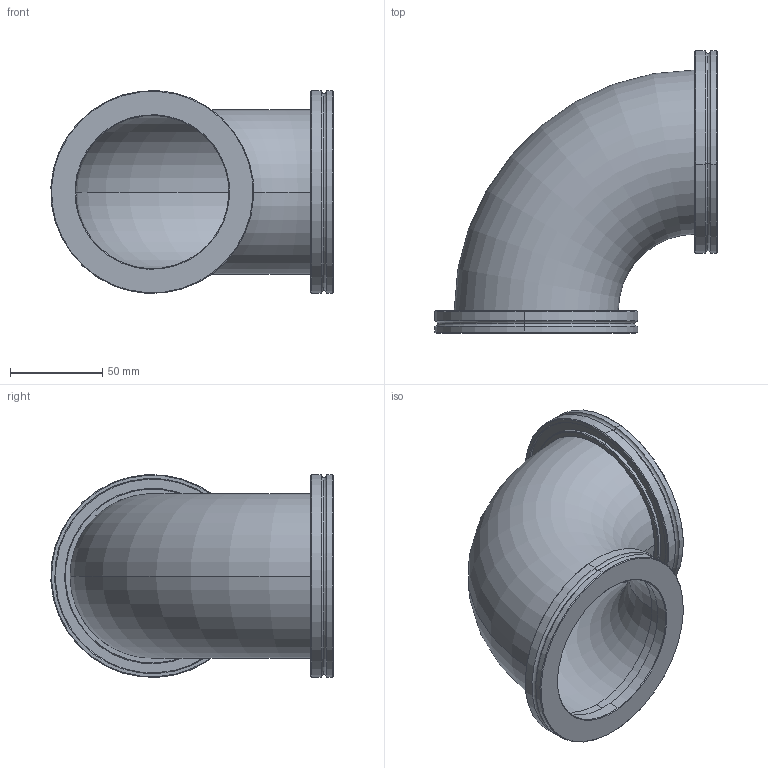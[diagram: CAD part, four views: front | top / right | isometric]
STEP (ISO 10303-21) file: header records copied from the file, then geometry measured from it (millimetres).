
FILE_DESCRIPTION (( 'STEP AP214' ), '1' );
FILE_NAME ('Hositrad_ISO80-E.STEP', '2017-06-02T09:28:14', ( 'Gebruiker' ), ( '' ), 'SwSTEP 2.0', 'SolidWorks 2017', '' );
FILE_SCHEMA (( 'AUTOMOTIVE_DESIGN' ));
Length unit declared in the file: millimetre
Products named in the file (3): ISO-K_90-Elbow_63 to 100_ISO80-E; Hositrad_ISO80-E; ISO-K-Weld-All_ISO80-89
Assembly tree (3 placements, depth 2):
  Hositrad_ISO80-E
    ISO-K_90-Elbow_63 to 100_ISO80-E
    ISO-K-Weld-All_ISO80-89  x2
Bounding box: 152.92 x 152.92 x 109.83 mm (x, y, z)
Volume: 159908.3 mm3; surface area: 114986.9 mm2
Topology: 3 solids, 3 shells, 76 faces, 160 edges, 96 vertices
Faces by surface type: cylinder 32, cone 20, torus 12, plane 12
Entity records: 1378 total; most frequent: DIRECTION 268, CARTESIAN_POINT 209, ORIENTED_EDGE 196, AXIS2_PLACEMENT_3D 119, EDGE_CURVE 98, CIRCLE 68, VERTEX_POINT 60, EDGE_LOOP 52
